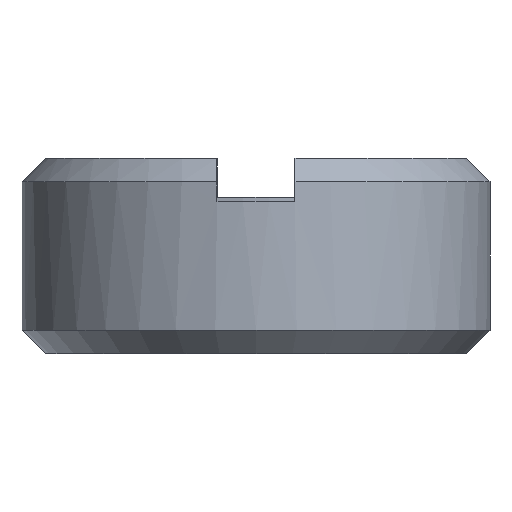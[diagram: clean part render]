
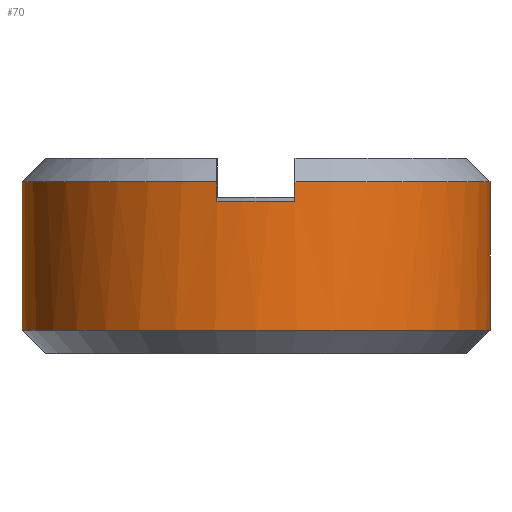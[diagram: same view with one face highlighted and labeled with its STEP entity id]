
A CAD part, front view. The second image highlights one B-rep face of the part: STEP entity #70.
In plain terms, the highlighted cylindrical face has radius 6 mm (diameter 12 mm), a partial arc.
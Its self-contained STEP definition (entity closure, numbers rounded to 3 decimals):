
#6 = VERTEX_POINT ( 'NONE', #314 ) ;
#7 = ORIENTED_EDGE ( 'NONE', *, *, #56, .F. ) ;
#8 = ORIENTED_EDGE ( 'NONE', *, *, #67, .F. ) ;
#11 = ORIENTED_EDGE ( 'NONE', *, *, #2239, .T. ) ;
#12 = ORIENTED_EDGE ( 'NONE', *, *, #2230, .F. ) ;
#17 = VERTEX_POINT ( 'NONE', #346 ) ;
#19 = EDGE_CURVE ( 'NONE', #2231, #17, #339, .T. ) ;
#29 = EDGE_LOOP ( 'NONE', ( #12, #68, #11, #7, #8, #87, #81, #82 ) ) ;
#56 = EDGE_CURVE ( 'NONE', #6, #2241, #419, .T. ) ;
#62 = VERTEX_POINT ( 'NONE', #465 ) ;
#64 = VERTEX_POINT ( 'NONE', #462 ) ;
#67 = EDGE_CURVE ( 'NONE', #64, #6, #456, .T. ) ;
#68 = ORIENTED_EDGE ( 'NONE', *, *, #69, .T. ) ;
#69 = EDGE_CURVE ( 'NONE', #2205, #2199, #451, .T. ) ;
#70 = ADVANCED_FACE ( 'NONE', ( #446 ), #481, .T. ) ;
#81 = ORIENTED_EDGE ( 'NONE', *, *, #85, .F. ) ;
#82 = ORIENTED_EDGE ( 'NONE', *, *, #19, .F. ) ;
#84 = EDGE_CURVE ( 'NONE', #62, #64, #516, .T. ) ;
#85 = EDGE_CURVE ( 'NONE', #17, #62, #507, .T. ) ;
#87 = ORIENTED_EDGE ( 'NONE', *, *, #84, .F. ) ;
#314 = CARTESIAN_POINT ( 'NONE',  ( 1., -5.916, -0.6 ) ) ;
#336 = DIRECTION ( 'NONE',  ( 1., 0., 0. ) ) ;
#337 = DIRECTION ( 'NONE',  ( 0., 0., 1. ) ) ;
#338 = AXIS2_PLACEMENT_3D ( 'NONE', #345, #337, #336 ) ;
#339 = CIRCLE ( 'NONE', #338, 6. ) ;
#345 = CARTESIAN_POINT ( 'NONE',  ( 0., 0., -0.6 ) ) ;
#346 = CARTESIAN_POINT ( 'NONE',  ( -1., -5.916, -0.6 ) ) ;
#416 = DIRECTION ( 'NONE',  ( 1., 0., 0. ) ) ;
#417 = DIRECTION ( 'NONE',  ( 0., 0., 1. ) ) ;
#418 = AXIS2_PLACEMENT_3D ( 'NONE', #424, #417, #416 ) ;
#419 = CIRCLE ( 'NONE', #418, 6. ) ;
#424 = CARTESIAN_POINT ( 'NONE',  ( 0., 0., -0.6 ) ) ;
#446 = FACE_OUTER_BOUND ( 'NONE', #29, .T. ) ;
#447 = DIRECTION ( 'NONE',  ( 1., 0., 0. ) ) ;
#448 = DIRECTION ( 'NONE',  ( 0., 0., 1. ) ) ;
#449 = CARTESIAN_POINT ( 'NONE',  ( 0., 0., -4.4 ) ) ;
#450 = AXIS2_PLACEMENT_3D ( 'NONE', #449, #448, #447 ) ;
#451 = CIRCLE ( 'NONE', #450, 6. ) ;
#453 = DIRECTION ( 'NONE',  ( 0., 0., 1. ) ) ;
#454 = VECTOR ( 'NONE', #453, 1000. ) ;
#455 = CARTESIAN_POINT ( 'NONE',  ( 1., -5.916, 5.243 ) ) ;
#456 = LINE ( 'NONE', #455, #454 ) ;
#462 = CARTESIAN_POINT ( 'NONE',  ( 1., -5.916, -1.1 ) ) ;
#465 = CARTESIAN_POINT ( 'NONE',  ( -1., -5.916, -1.1 ) ) ;
#478 = DIRECTION ( 'NONE',  ( 1., 0., 0. ) ) ;
#479 = DIRECTION ( 'NONE',  ( 0., 0., 1. ) ) ;
#480 = AXIS2_PLACEMENT_3D ( 'NONE', #483, #479, #478 ) ;
#481 = CYLINDRICAL_SURFACE ( 'NONE', #480, 6. ) ;
#483 = CARTESIAN_POINT ( 'NONE',  ( 0., 0., 5.243 ) ) ;
#504 = DIRECTION ( 'NONE',  ( 0., 0., -1. ) ) ;
#505 = VECTOR ( 'NONE', #504, 1000. ) ;
#506 = CARTESIAN_POINT ( 'NONE',  ( -1., -5.916, 5.243 ) ) ;
#507 = LINE ( 'NONE', #506, #505 ) ;
#508 = DIRECTION ( 'NONE',  ( -1., 0., 0. ) ) ;
#509 = DIRECTION ( 'NONE',  ( 0., 0., 1. ) ) ;
#510 = CARTESIAN_POINT ( 'NONE',  ( 0., 0., -1.1 ) ) ;
#511 = AXIS2_PLACEMENT_3D ( 'NONE', #510, #509, #508 ) ;
#516 = CIRCLE ( 'NONE', #511, 6. ) ;
#1558 = CARTESIAN_POINT ( 'NONE',  ( 6., 0., -4.4 ) ) ;
#1612 = CARTESIAN_POINT ( 'NONE',  ( -6., 0., -4.4 ) ) ;
#1626 = CARTESIAN_POINT ( 'NONE',  ( -6., 0., -0.6 ) ) ;
#1627 = DIRECTION ( 'NONE',  ( 0., 0., 1. ) ) ;
#1628 = VECTOR ( 'NONE', #1627, 1000. ) ;
#1629 = CARTESIAN_POINT ( 'NONE',  ( -6., 0., 5.243 ) ) ;
#1630 = LINE ( 'NONE', #1629, #1628 ) ;
#1650 = DIRECTION ( 'NONE',  ( 0., 0., 1. ) ) ;
#1651 = VECTOR ( 'NONE', #1650, 1000. ) ;
#1652 = CARTESIAN_POINT ( 'NONE',  ( 6., 0., 5.243 ) ) ;
#1653 = LINE ( 'NONE', #1652, #1651 ) ;
#1700 = CARTESIAN_POINT ( 'NONE',  ( 6., 0., -0.6 ) ) ;
#2199 = VERTEX_POINT ( 'NONE', #1558 ) ;
#2205 = VERTEX_POINT ( 'NONE', #1612 ) ;
#2230 = EDGE_CURVE ( 'NONE', #2205, #2231, #1630, .T. ) ;
#2231 = VERTEX_POINT ( 'NONE', #1626 ) ;
#2239 = EDGE_CURVE ( 'NONE', #2199, #2241, #1653, .T. ) ;
#2241 = VERTEX_POINT ( 'NONE', #1700 ) ;
